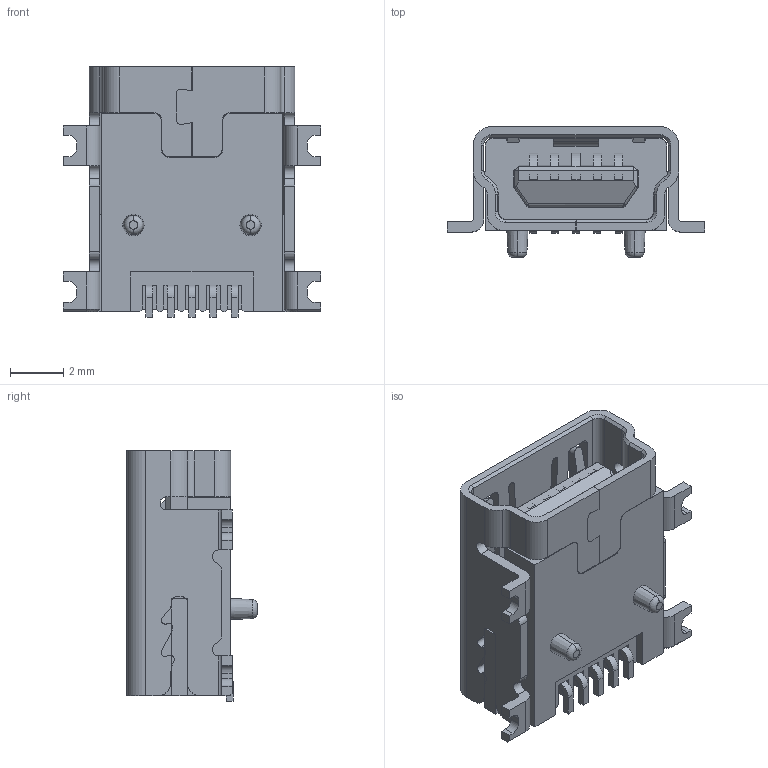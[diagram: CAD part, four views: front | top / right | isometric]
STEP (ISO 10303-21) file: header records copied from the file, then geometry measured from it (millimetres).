
FILE_DESCRIPTION(('STEP AP214'),'1');
FILE_NAME('UJ2-MBH-1-SMT.stp','2017-01-23T12:55:19',('TraceParts'),('TraceParts S.A.'),'Spatial InterOp 3D',' ',' ');
FILE_SCHEMA(('automotive_design'));
Length unit declared in the file: millimetre
Products named in the file (7): UJ2-MBH-1-SMT|NAUO1#internal housing;Imported1; UJ2-MBH-1-SMT|NAUO2#5_1_Pin;Imported1; UJ2-MBH-1-SMT|NAUO3#housing;Boss-Extrude1; UJ2-MBH-1-SMT|NAUO4#5_1_Pin;Imported1; UJ2-MBH-1-SMT|NAUO5#5_1_Pin;Imported1; UJ2-MBH-1-SMT|NAUO6#5_1_Pin;Imported1; UJ2-MBH-1-SMT|NAUO7#5_1_Pin;Imported1
Bounding box: 9.66 x 4.9 x 9.4 mm (x, y, z)
Volume: 172.2 mm3; surface area: 637 mm2
Topology: 7 solids, 7 shells, 642 faces, 1583 edges, 958 vertices
Faces by surface type: plane 418, cylinder 178, bspline 26, cone 16, torus 4
Entity records: 24444 total; most frequent: CARTESIAN_POINT 4082, ORIENTED_EDGE 3166, DIRECTION 3073, EDGE_CURVE 1583, LINE 1167, VECTOR 1167, VERTEX_POINT 958, AXIS2_PLACEMENT_3D 953
